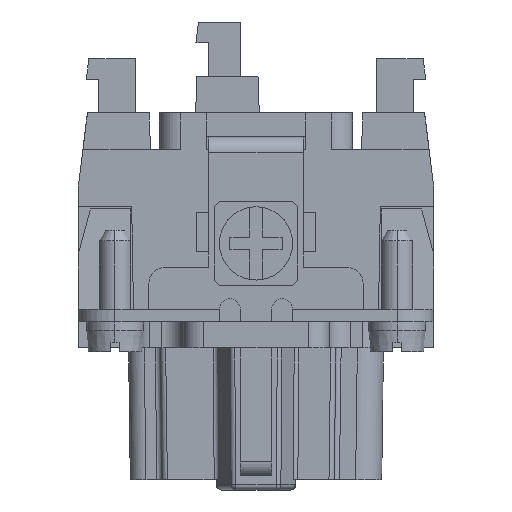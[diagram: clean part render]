
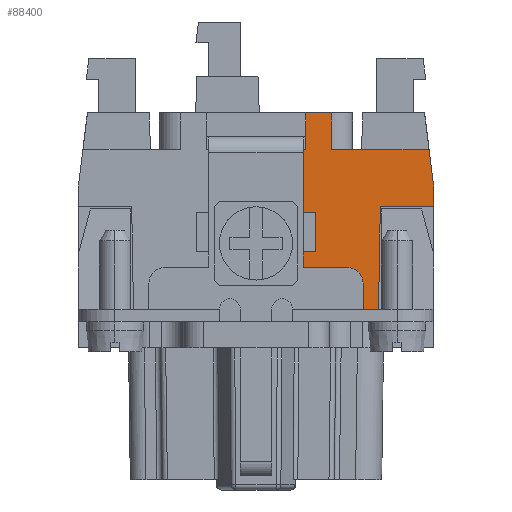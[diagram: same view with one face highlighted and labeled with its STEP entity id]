
A CAD part, left-side view. The second image highlights one B-rep face of the part: STEP entity #88400.
In plain terms, the highlighted planar face has unit normal (-1, 0, 0).
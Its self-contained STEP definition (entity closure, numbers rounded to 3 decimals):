
#79230=CARTESIAN_POINT('',(37.046,31.584,7.9));
#79240=VERTEX_POINT('',#79230);
#79270=CARTESIAN_POINT('',(37.046,30.614,0.));
#79280=DIRECTION('',(0.,0.122,0.993));
#79290=VECTOR('',#79280,1.);
#79300=LINE('',#79270,#79290);
#79310=CARTESIAN_POINT('',(37.046,32.013,11.4))
;
#79320=VERTEX_POINT('',#79310);
#79330=EDGE_CURVE('',#79240,#79320,#79300,.T.);
#86970=CARTESIAN_POINT('',(37.046,46.3,-3.003)
);
#86980=DIRECTION('',(-1.,0.,0.));
#86990=DIRECTION('',(0.,-1.,0.));
#87000=AXIS2_PLACEMENT_3D('',#86970,#86980,#86990);
#87010=PLANE('',#87000);
#87020=CARTESIAN_POINT('',(37.046,0.,-3.9));
#87030=DIRECTION('',(0.,-1.,0.));
#87040=VECTOR('',#87030,1.);
#87050=LINE('',#87020,#87040);
#87060=CARTESIAN_POINT('',(37.046,38.334,-3.9)
);
#87070=VERTEX_POINT('',#87060);
#87080=CARTESIAN_POINT('',(37.046,36.855,-3.9)
);
#87090=VERTEX_POINT('',#87080);
#87100=EDGE_CURVE('',#87070,#87090,#87050,.T.);
#87110=ORIENTED_EDGE('',*,*,#87100,.T.);
#87120=CARTESIAN_POINT('',(37.046,38.334,0.));
#87130=DIRECTION('',(0.,0.,-1.));
#87140=VECTOR('',#87130,1.);
#87150=LINE('',#87120,#87140);
#87160=CARTESIAN_POINT('',(37.046,38.334,-1.4)
);
#87170=VERTEX_POINT('',#87160);
#87180=EDGE_CURVE('',#87170,#87070,#87150,.T.);
#87190=ORIENTED_EDGE('',*,*,#87180,.T.);
#87200=CARTESIAN_POINT('',(37.046,39.834,-1.4)
);
#87210=DIRECTION('',(1.,0.,0.));
#87220=DIRECTION('',(0.,0.,1.));
#87230=AXIS2_PLACEMENT_3D('',#87200,#87210,#87220);
#87240=CIRCLE('',#87230,1.5);
#87250=CARTESIAN_POINT('',(37.046,39.834,0.1)
);
#87260=VERTEX_POINT('',#87250);
#87270=EDGE_CURVE('',#87260,#87170,#87240,.T.);
#87280=ORIENTED_EDGE('',*,*,#87270,.T.);
#87290=CARTESIAN_POINT('',(37.046,40.984,0.1));
#87300=DIRECTION('',(0.,-1.,0.));
#87310=VECTOR('',#87300,1.);
#87320=LINE('',#87290,#87310);
#87330=CARTESIAN_POINT('',(37.046,44.084,0.1));
#87340=VERTEX_POINT('',#87330);
#87350=EDGE_CURVE('',#87340,#87260,#87320,.T.);
#87360=ORIENTED_EDGE('',*,*,#87350,.T.);
#87370=CARTESIAN_POINT('',(37.046,44.084,0.));
#87380=DIRECTION('',(0.,0.,1.));
#87390=VECTOR('',#87380,1.);
#87400=LINE('',#87370,#87390);
#87410=CARTESIAN_POINT('',(37.046,44.084,1.6));
#87420=VERTEX_POINT('',#87410);
#87430=EDGE_CURVE('',#87340,#87420,#87400,.T.);
#87440=ORIENTED_EDGE('',*,*,#87430,.F.);
#87450=CARTESIAN_POINT('',(37.046,0.,1.6));
#87460=DIRECTION('',(0.,1.,0.));
#87470=VECTOR('',#87460,1.);
#87480=LINE('',#87450,#87470);
#87490=CARTESIAN_POINT('',(37.046,43.884,1.6))
;
#87500=VERTEX_POINT('',#87490);
#87510=EDGE_CURVE('',#87500,#87420,#87480,.T.);
#87520=ORIENTED_EDGE('',*,*,#87510,.T.);
#87530=CARTESIAN_POINT('',(37.046,43.884,
5.4));
#87540=DIRECTION('',(0.,0.,-1.));
#87550=VECTOR('',#87540,1.);
#87560=LINE('',#87530,#87550);
#87570=CARTESIAN_POINT('',(37.046,43.884,
5.4));
#87580=VERTEX_POINT('',#87570);
#87590=EDGE_CURVE('',#87580,#87500,#87560,.T.);
#87600=ORIENTED_EDGE('',*,*,#87590,.T.);
#87610=CARTESIAN_POINT('',(37.046,0.,5.4));
#87620=DIRECTION('',(0.,-1.,0.));
#87630=VECTOR('',#87620,1.);
#87640=LINE('',#87610,#87630);
#87650=CARTESIAN_POINT('',(37.046,44.084,5.4));
#87660=VERTEX_POINT('',#87650);
#87670=EDGE_CURVE('',#87660,#87580,#87640,.T.);
#87680=ORIENTED_EDGE('',*,*,#87670,.T.);
#87690=CARTESIAN_POINT('',(37.046,44.084,10.9));
#87700=DIRECTION('',(0.,0.,-1.));
#87710=VECTOR('',#87700,1.);
#87720=LINE('',#87690,#87710);
#87730=CARTESIAN_POINT('',(37.046,44.084,11.4));
#87740=VERTEX_POINT('',#87730);
#87750=EDGE_CURVE('',#87740,#87660,#87720,.T.);
#87760=ORIENTED_EDGE('',*,*,#87750,.T.);
#87770=CARTESIAN_POINT('',(37.046,45.584,11.4));
#87780=DIRECTION('',(0.,-1.,0.));
#87790=VECTOR('',#87780,1.);
#87800=LINE('',#87770,#87790);
#87810=CARTESIAN_POINT('',(37.046,43.834,11.4));
#87820=VERTEX_POINT('',#87810);
#87830=EDGE_CURVE('',#87740,#87820,#87800,.T.);
#87840=ORIENTED_EDGE('',*,*,#87830,.F.);
#87850=CARTESIAN_POINT('',(37.046,43.834,0.));
#87860=DIRECTION('',(0.,0.,-1.));
#87870=VECTOR('',#87860,1.);
#87880=LINE('',#87850,#87870);
#87890=CARTESIAN_POINT('',(37.046,43.834,14.9));
#87900=VERTEX_POINT('',#87890);
#87910=EDGE_CURVE('',#87900,#87820,#87880,.T.);
#87920=ORIENTED_EDGE('',*,*,#87910,.T.);
#87930=CARTESIAN_POINT('',(37.046,0.,14.9));
#87940=DIRECTION('',(0.,-1.,0.));
#87950=VECTOR('',#87940,1.);
#87960=LINE('',#87930,#87950);
#87970=CARTESIAN_POINT('',(37.046,41.334,
14.9));
#87980=VERTEX_POINT('',#87970);
#87990=EDGE_CURVE('',#87900,#87980,#87960,.T.);
#88000=ORIENTED_EDGE('',*,*,#87990,.F.);
#88010=CARTESIAN_POINT('',(37.046,41.334,
14.5));
#88020=DIRECTION('',(0.,0.,-1.));
#88030=VECTOR('',#88020,1.);
#88040=LINE('',#88010,#88030);
#88050=CARTESIAN_POINT('',(37.046,41.334,
11.4));
#88060=VERTEX_POINT('',#88050);
#88070=EDGE_CURVE('',#87980,#88060,#88040,.T.);
#88080=ORIENTED_EDGE('',*,*,#88070,.F.);
#88090=CARTESIAN_POINT('',(37.046,0.,11.4));
#88100=DIRECTION('',(0.,-1.,0.));
#88110=VECTOR('',#88100,1.);
#88120=LINE('',#88090,#88110);
#88130=EDGE_CURVE('',#88060,#79320,#88120,.T.);
#88140=ORIENTED_EDGE('',*,*,#88130,.F.);
#88150=ORIENTED_EDGE('',*,*,#79330,.T.);
#88160=CARTESIAN_POINT('',(37.046,31.584,0.));
#88170=DIRECTION('',(0.,0.,1.));
#88180=VECTOR('',#88170,1.);
#88190=LINE('',#88160,#88180);
#88200=CARTESIAN_POINT('',(37.046,31.584,5.9));
#88210=VERTEX_POINT('',#88200);
#88220=EDGE_CURVE('',#88210,#79240,#88190,.T.);
#88230=ORIENTED_EDGE('',*,*,#88220,.T.);
#88240=CARTESIAN_POINT('',(37.046,36.684,5.9));
#88250=DIRECTION('',(0.,-1.,0.));
#88260=VECTOR('',#88250,1.);
#88270=LINE('',#88240,#88260);
#88280=CARTESIAN_POINT('',(37.046,36.684,5.9));
#88290=VERTEX_POINT('',#88280);
#88300=EDGE_CURVE('',#88290,#88210,#88270,.T.);
#88310=ORIENTED_EDGE('',*,*,#88300,.T.);
#88320=CARTESIAN_POINT('',(37.046,36.787,0.));
#88330=DIRECTION('',(0.,-0.017,1.));
#88340=VECTOR('',#88330,1.);
#88350=LINE('',#88320,#88340);
#88360=EDGE_CURVE('',#87090,#88290,#88350,.T.);
#88370=ORIENTED_EDGE('',*,*,#88360,.T.);
#88380=EDGE_LOOP('',(#88370,#88310,#88230,#88150,#88140,#88080,#88000,
#87920,#87840,#87760,#87680,#87600,#87520,#87440,#87360,#87280,#87190,
#87110));
#88390=FACE_OUTER_BOUND('',#88380,.T.);
#88400=ADVANCED_FACE('',(#88390),#87010,.T.);
